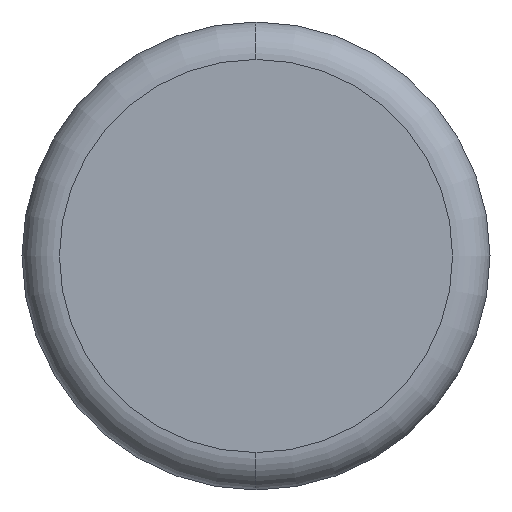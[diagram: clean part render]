
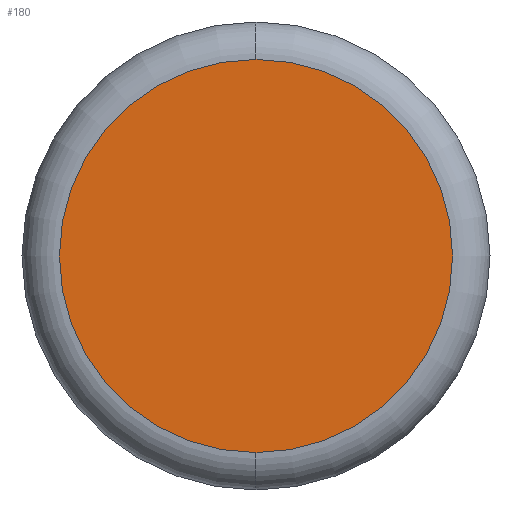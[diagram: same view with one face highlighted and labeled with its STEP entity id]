
A CAD part, front view. The second image highlights one B-rep face of the part: STEP entity #180.
In plain terms, the highlighted planar face has unit normal (0, -1, 0).
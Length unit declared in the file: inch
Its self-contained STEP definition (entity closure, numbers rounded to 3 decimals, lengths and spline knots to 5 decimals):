
#25 = CARTESIAN_POINT ( 'NONE',  ( 0., 0., 0.0525 ) ) ;
#50 = EDGE_CURVE ( 'NONE', #499, #243, #251, .T. ) ;
#90 = EDGE_LOOP ( 'NONE', ( #413, #332 ) ) ;
#126 = CARTESIAN_POINT ( 'NONE',  ( 0., 0., 0. ) ) ;
#140 = CIRCLE ( 'NONE', #313, 0.0525 ) ;
#168 = DIRECTION ( 'NONE',  ( 0., 0., -1. ) ) ;
#178 = CARTESIAN_POINT ( 'NONE',  ( 0., 0., 0. ) ) ;
#180 = ADVANCED_FACE ( 'NONE', ( #421 ), #376, .T. ) ;
#182 = DIRECTION ( 'NONE',  ( 0., 0., -1. ) ) ;
#243 = VERTEX_POINT ( 'NONE', #25 ) ;
#251 = CIRCLE ( 'NONE', #331, 0.0525 ) ;
#255 = CARTESIAN_POINT ( 'NONE',  ( 0., 0., -0.0525 ) ) ;
#313 = AXIS2_PLACEMENT_3D ( 'NONE', #317, #391, #514 ) ;
#315 = DIRECTION ( 'NONE',  ( 0., -1., 0. ) ) ;
#317 = CARTESIAN_POINT ( 'NONE',  ( 0., 0., 0. ) ) ;
#331 = AXIS2_PLACEMENT_3D ( 'NONE', #126, #457, #168 ) ;
#332 = ORIENTED_EDGE ( 'NONE', *, *, #455, .T. ) ;
#376 = PLANE ( 'NONE',  #400 ) ;
#391 = DIRECTION ( 'NONE',  ( 0., -1., 0. ) ) ;
#400 = AXIS2_PLACEMENT_3D ( 'NONE', #178, #315, #182 ) ;
#413 = ORIENTED_EDGE ( 'NONE', *, *, #50, .T. ) ;
#421 = FACE_OUTER_BOUND ( 'NONE', #90, .T. ) ;
#455 = EDGE_CURVE ( 'NONE', #243, #499, #140, .T. ) ;
#457 = DIRECTION ( 'NONE',  ( 0., -1., 0. ) ) ;
#499 = VERTEX_POINT ( 'NONE', #255 ) ;
#514 = DIRECTION ( 'NONE',  ( 0., 0., -1. ) ) ;
